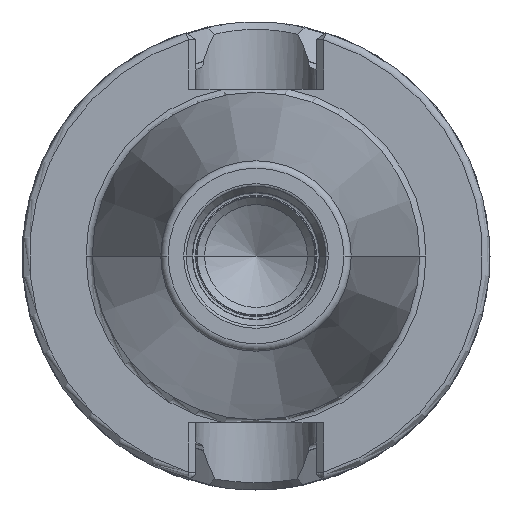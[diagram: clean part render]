
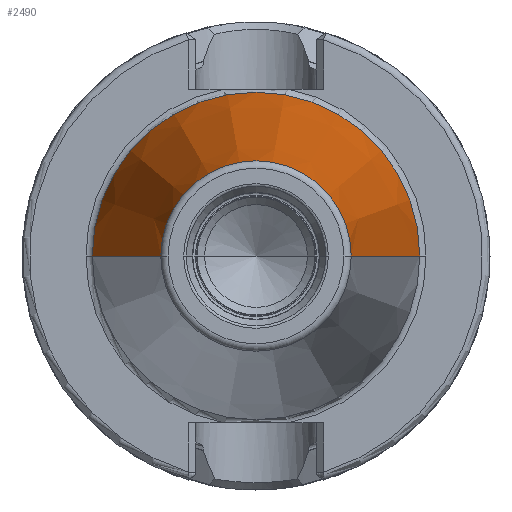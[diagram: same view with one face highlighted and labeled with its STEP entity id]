
A CAD part, left-side view. The second image highlights one B-rep face of the part: STEP entity #2490.
In plain terms, the highlighted conical face has half-angle 8.298 degrees and reference radius 17.426 mm.
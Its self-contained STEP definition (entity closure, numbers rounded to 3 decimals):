
#780=CARTESIAN_POINT('',(-1.267,0.,0.));
#781=DIRECTION('',(1.,0.,0.));
#782=DIRECTION('',(0.,1.,0.));
#783=AXIS2_PLACEMENT_3D('',#780,#781,#782);
#785=DIRECTION('',(-0.99,-0.144,0.));
#786=VECTOR('',#785,63.947);
#787=CARTESIAN_POINT('',(-1.267,22.04,0.));
#788=LINE('',#787,#786);
#789=DIRECTION('',(-0.99,0.144,0.));
#790=VECTOR('',#789,63.947);
#791=CARTESIAN_POINT('',(-1.267,-22.04,0.));
#792=LINE('',#791,#790);
#813=CARTESIAN_POINT('',(-64.544,0.,0.));
#814=DIRECTION('',(1.,0.,0.));
#815=DIRECTION('',(0.,1.,0.));
#816=AXIS2_PLACEMENT_3D('',#813,#814,#815);
#1246=CARTESIAN_POINT('',(-64.544,12.812,0.));
#1248=VERTEX_POINT('',#1246);
#1250=CARTESIAN_POINT('',(-64.544,-12.812,0.));
#1252=VERTEX_POINT('',#1250);
#1465=CARTESIAN_POINT('',(-1.267,22.04,0.));
#1466=VERTEX_POINT('',#1465);
#1467=CARTESIAN_POINT('',(-1.267,-22.04,0.));
#1468=VERTEX_POINT('',#1467);
#2476=CARTESIAN_POINT('',(-32.906,0.,0.));
#2477=DIRECTION('',(1.,0.,0.));
#2478=DIRECTION('',(0.,-1.,0.));
#2479=AXIS2_PLACEMENT_3D('',#2476,#2477,#2478);
#2480=CONICAL_SURFACE('',#2479,17.426,8.298);
#2482=ORIENTED_EDGE('',*,*,#2481,.F.);
#2483=ORIENTED_EDGE('',*,*,#2471,.T.);
#2485=ORIENTED_EDGE('',*,*,#2484,.T.);
#2487=ORIENTED_EDGE('',*,*,#2486,.F.);
#2488=EDGE_LOOP('',(#2482,#2483,#2485,#2487));
#2489=FACE_OUTER_BOUND('',#2488,.F.);
#2490=ADVANCED_FACE('',(#2489),#2480,.T.);
#784=CIRCLE('',#783,22.04);
#817=CIRCLE('',#816,12.812);
#2471=EDGE_CURVE('',#1466,#1468,#784,.T.);
#2481=EDGE_CURVE('',#1466,#1248,#788,.T.);
#2484=EDGE_CURVE('',#1468,#1252,#792,.T.);
#2486=EDGE_CURVE('',#1248,#1252,#817,.T.);
